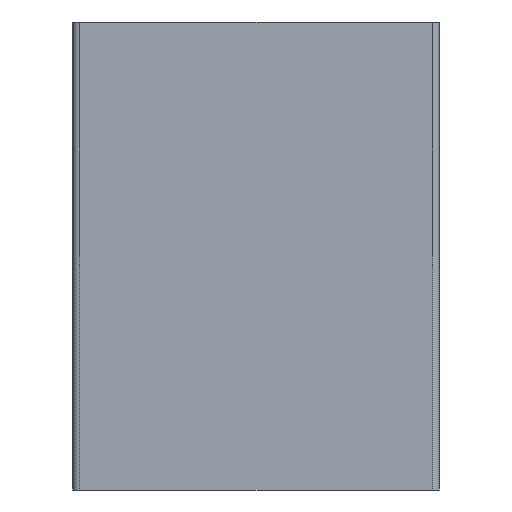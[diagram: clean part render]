
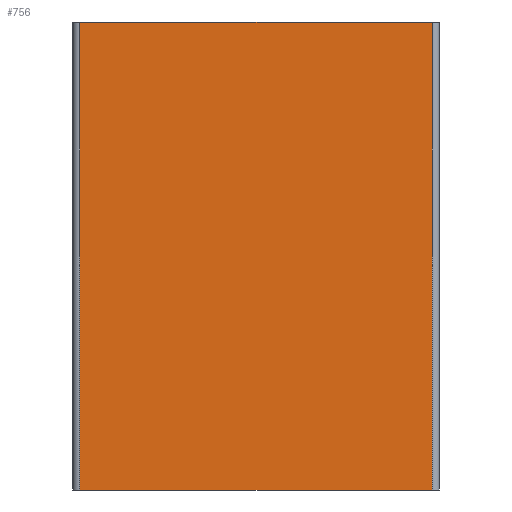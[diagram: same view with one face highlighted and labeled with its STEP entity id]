
A CAD part, front view. The second image highlights one B-rep face of the part: STEP entity #756.
In plain terms, the highlighted planar face has unit normal (0, -1, 0).
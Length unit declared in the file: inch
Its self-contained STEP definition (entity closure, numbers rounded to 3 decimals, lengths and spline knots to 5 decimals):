
#21=PLANE('',#850);
#73=FACE_OUTER_BOUND('',#137,.T.);
#137=EDGE_LOOP('',(#570,#571,#572,#573));
#193=LINE('',#1243,#251);
#199=LINE('',#1255,#257);
#202=LINE('',#1260,#260);
#203=LINE('',#1261,#261);
#251=VECTOR('',#1006,39.37008);
#257=VECTOR('',#1014,39.37008);
#260=VECTOR('',#1021,39.37008);
#261=VECTOR('',#1022,39.37008);
#377=VERTEX_POINT('',#1240);
#378=VERTEX_POINT('',#1242);
#381=VERTEX_POINT('',#1249);
#383=VERTEX_POINT('',#1253);
#445=EDGE_CURVE('',#377,#378,#193,.T.);
#451=EDGE_CURVE('',#383,#381,#199,.T.);
#454=EDGE_CURVE('',#377,#381,#202,.T.);
#455=EDGE_CURVE('',#383,#378,#203,.T.);
#570=ORIENTED_EDGE('',*,*,#445,.F.);
#571=ORIENTED_EDGE('',*,*,#454,.T.);
#572=ORIENTED_EDGE('',*,*,#451,.F.);
#573=ORIENTED_EDGE('',*,*,#455,.T.);
#756=ADVANCED_FACE('',(#73),#21,.T.);
#850=AXIS2_PLACEMENT_3D('',#1259,#1019,#1020);
#1006=DIRECTION('',(1.,0.,0.));
#1014=DIRECTION('',(-1.,0.,0.));
#1019=DIRECTION('center_axis',(0.,-1.,0.));
#1020=DIRECTION('ref_axis',(0.,0.,-1.));
#1021=DIRECTION('',(0.,0.,-1.));
#1022=DIRECTION('',(0.,0.,1.));
#1240=CARTESIAN_POINT('',(0.279,0.,0.));
#1242=CARTESIAN_POINT('',(14.221,0.,0.));
#1243=CARTESIAN_POINT('',(0.,0.,0.));
#1249=CARTESIAN_POINT('',(0.279,0.,-18.5));
#1253=CARTESIAN_POINT('',(14.221,0.,-18.5));
#1255=CARTESIAN_POINT('',(0.,0.,-18.5));
#1259=CARTESIAN_POINT('Origin',(0.,0.,0.));
#1260=CARTESIAN_POINT('',(0.279,0.,0.));
#1261=CARTESIAN_POINT('',(14.221,0.,-18.5));
